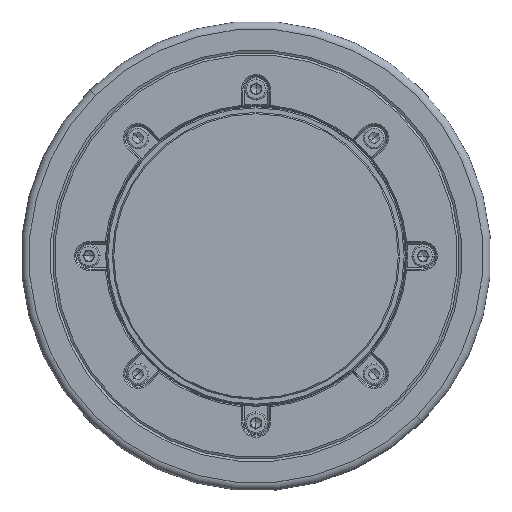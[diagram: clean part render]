
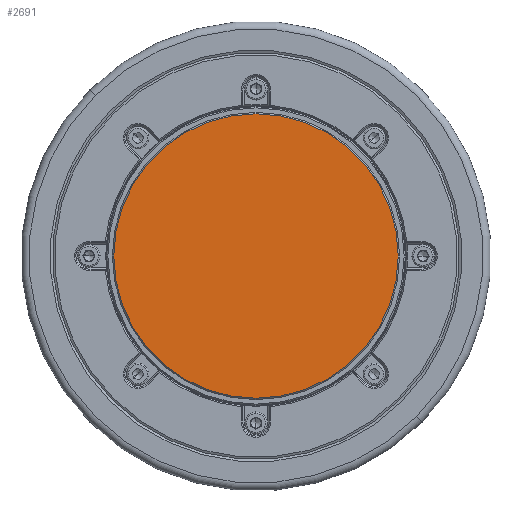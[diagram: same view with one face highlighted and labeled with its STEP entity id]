
A CAD part, left-side view. The second image highlights one B-rep face of the part: STEP entity #2691.
In plain terms, the highlighted planar face has unit normal (-1, 0, 0).
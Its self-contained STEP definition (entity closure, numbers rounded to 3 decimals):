
#446 = ORIENTED_EDGE ( 'NONE', *, *, #1743, .F. ) ;
#754 = DIRECTION ( 'NONE',  ( 1., 0., 0. ) ) ;
#1743 = EDGE_CURVE ( 'NONE', #13213, #2206, #12654, .T. ) ;
#2206 = VERTEX_POINT ( 'NONE', #8001 ) ;
#2681 = EDGE_LOOP ( 'NONE', ( #8228, #446 ) ) ;
#2691 = ADVANCED_FACE ( 'NONE', ( #11672 ), #5830, .T. ) ;
#3516 = DIRECTION ( 'NONE',  ( -1., 0., 0. ) ) ;
#4440 = CIRCLE ( 'NONE', #9350, 54.5 ) ;
#4789 = CARTESIAN_POINT ( 'NONE',  ( 0., 0., 0. ) ) ;
#5830 = PLANE ( 'NONE',  #13661 ) ;
#7609 = CARTESIAN_POINT ( 'NONE',  ( 0., 0., 0. ) ) ;
#7938 = CARTESIAN_POINT ( 'NONE',  ( 0., 0., 54.5 ) ) ;
#8001 = CARTESIAN_POINT ( 'NONE',  ( 0., 0., -54.5 ) ) ;
#8206 = DIRECTION ( 'NONE',  ( 0., 0., 1. ) ) ;
#8228 = ORIENTED_EDGE ( 'NONE', *, *, #10397, .F. ) ;
#9350 = AXIS2_PLACEMENT_3D ( 'NONE', #7609, #754, #14612 ) ;
#10397 = EDGE_CURVE ( 'NONE', #2206, #13213, #4440, .T. ) ;
#10781 = DIRECTION ( 'NONE',  ( 1., 0., 0. ) ) ;
#10923 = AXIS2_PLACEMENT_3D ( 'NONE', #4789, #10781, #12159 ) ;
#11672 = FACE_OUTER_BOUND ( 'NONE', #2681, .T. ) ;
#12159 = DIRECTION ( 'NONE',  ( 0., 0., -1. ) ) ;
#12654 = CIRCLE ( 'NONE', #10923, 54.5 ) ;
#13213 = VERTEX_POINT ( 'NONE', #7938 ) ;
#13661 = AXIS2_PLACEMENT_3D ( 'NONE', #14055, #3516, #8206 ) ;
#14055 = CARTESIAN_POINT ( 'NONE',  ( 0., 0., 0. ) ) ;
#14612 = DIRECTION ( 'NONE',  ( 0., 0., -1. ) ) ;
